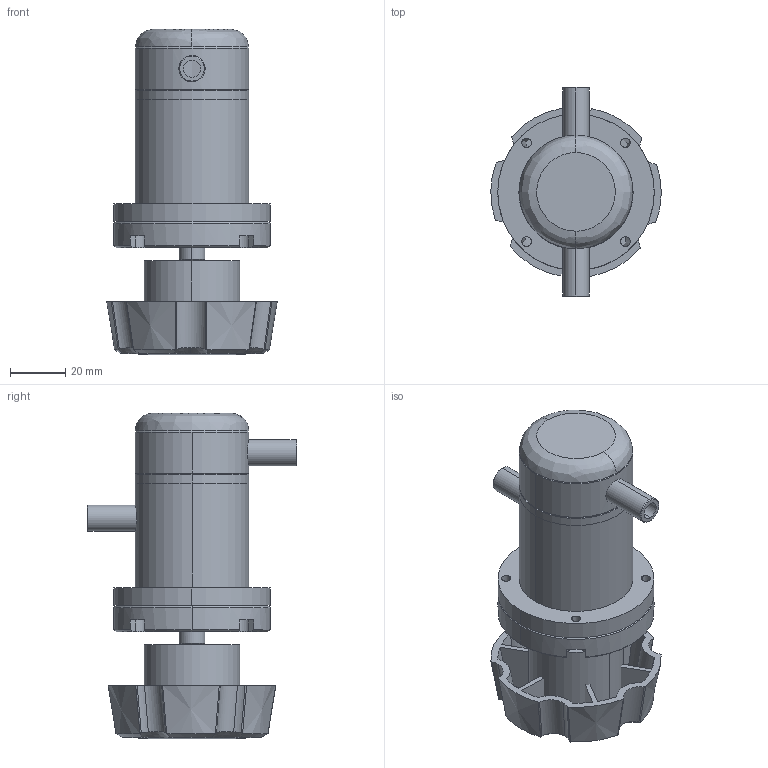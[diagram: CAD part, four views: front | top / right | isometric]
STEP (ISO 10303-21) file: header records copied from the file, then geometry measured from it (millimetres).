
FILE_DESCRIPTION (( 'STEP AP214' ), '1' );
FILE_NAME ('L-380-H_INLINE_VALVE_VITON_BONNET_MANUAL.STEP', '2020-03-21T01:14:54', ( 'admin' ), ( 'Microsoft' ), 'SwSTEP 2.0', 'SolidWorks 2016', '' );
FILE_SCHEMA (( 'AUTOMOTIVE_DESIGN' ));
Length unit declared in the file: inch
Products named in the file (1): L-380-H_INLINE_VALVE_VITON_BONNET_MANUAL
Bounding box: 61.96 x 76.2 x 118.29 mm (x, y, z)
Volume: 94314.5 mm3; surface area: 62776.6 mm2
Topology: 12 solids, 12 shells, 296 faces, 756 edges, 499 vertices
Faces by surface type: cylinder 117, plane 89, cone 71, bspline 18, sphere 1
Entity records: 10884 total; most frequent: CARTESIAN_POINT 3672, ORIENTED_EDGE 1512, DIRECTION 1399, EDGE_CURVE 756, AXIS2_PLACEMENT_3D 570, VERTEX_POINT 499, EDGE_LOOP 349, FACE_OUTER_BOUND 296
